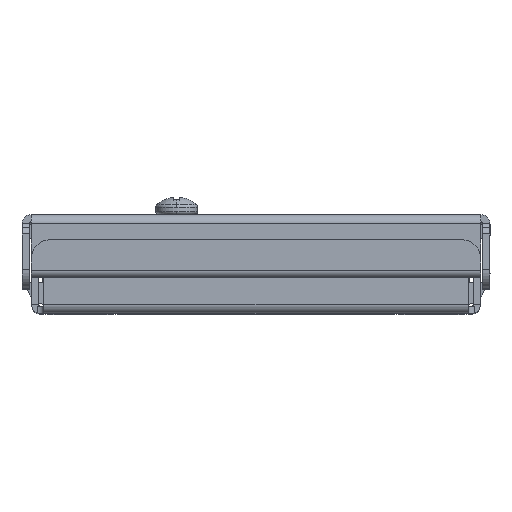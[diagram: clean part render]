
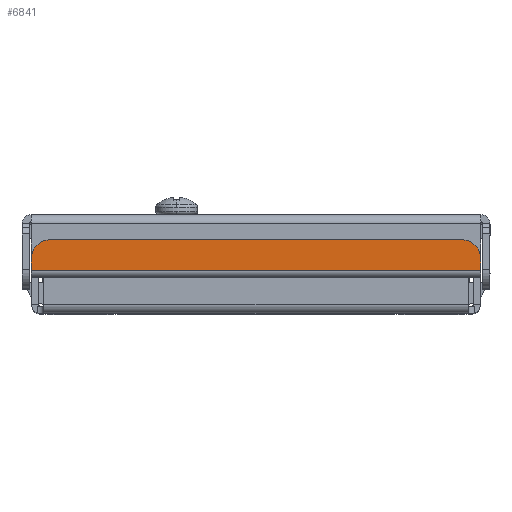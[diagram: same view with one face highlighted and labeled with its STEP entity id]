
A CAD part, top view. The second image highlights one B-rep face of the part: STEP entity #6841.
In plain terms, the highlighted face is planar.
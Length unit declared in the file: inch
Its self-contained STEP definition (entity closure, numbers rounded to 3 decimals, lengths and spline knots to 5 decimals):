
#425 = DIRECTION ( 'NONE',  ( 1., 0., 0. ) ) ;
#565 = AXIS2_PLACEMENT_3D ( 'NONE', #2109, #425, #18269 ) ;
#863 = EDGE_CURVE ( 'NONE', #13083, #1786, #9741, .T. ) ;
#908 = DIRECTION ( 'NONE',  ( 0., 0., 1. ) ) ;
#1086 = VECTOR ( 'NONE', #11489, 39.37008 ) ;
#1344 = AXIS2_PLACEMENT_3D ( 'NONE', #9030, #3230, #13714 ) ;
#1689 = DIRECTION ( 'NONE',  ( 0., 1., 0. ) ) ;
#1716 = DIRECTION ( 'NONE',  ( 0., -1., 0. ) ) ;
#1740 = ORIENTED_EDGE ( 'NONE', *, *, #2727, .F. ) ;
#1786 = VERTEX_POINT ( 'NONE', #18503 ) ;
#2109 = CARTESIAN_POINT ( 'NONE',  ( 1.43114, -0.20917, 0.97 ) ) ;
#2281 = CARTESIAN_POINT ( 'NONE',  ( 1.43114, -0.11917, 0.97 ) ) ;
#2321 = CARTESIAN_POINT ( 'NONE',  ( 1.43114, -0.11917, -0.97 ) ) ;
#2612 = VERTEX_POINT ( 'NONE', #2281 ) ;
#2727 = EDGE_CURVE ( 'NONE', #2612, #2738, #16231, .T. ) ;
#2738 = VERTEX_POINT ( 'NONE', #2321 ) ;
#3165 = ORIENTED_EDGE ( 'NONE', *, *, #10402, .T. ) ;
#3230 = DIRECTION ( 'NONE',  ( 1., 0., 0. ) ) ;
#3675 = VERTEX_POINT ( 'NONE', #16668 ) ;
#3751 = EDGE_CURVE ( 'NONE', #13707, #3675, #16252, .T. ) ;
#4034 = CARTESIAN_POINT ( 'NONE',  ( 1.43114, -0.11917, 0. ) ) ;
#5589 = CIRCLE ( 'NONE', #565, 0.09 ) ;
#5780 = DIRECTION ( 'NONE',  ( 1., 0., 0. ) ) ;
#6257 = CARTESIAN_POINT ( 'NONE',  ( 1.43114, -0.19138, 1.06 ) ) ;
#6278 = FACE_OUTER_BOUND ( 'NONE', #9931, .T. ) ;
#6579 = ORIENTED_EDGE ( 'NONE', *, *, #863, .F. ) ;
#6664 = CARTESIAN_POINT ( 'NONE',  ( 1.43114, -0.2636, 0. ) ) ;
#6841 = ADVANCED_FACE ( 'NONE', ( #6278 ), #11972, .T. ) ;
#8055 = AXIS2_PLACEMENT_3D ( 'NONE', #17601, #5780, #8701 ) ;
#8218 = CARTESIAN_POINT ( 'NONE',  ( 1.43114, -0.20917, -1.06 ) ) ;
#8392 = VECTOR ( 'NONE', #908, 39.37008 ) ;
#8701 = DIRECTION ( 'NONE',  ( 0., 1., 0. ) ) ;
#9030 = CARTESIAN_POINT ( 'NONE',  ( 1.43114, -0.19138, 0. ) ) ;
#9435 = CARTESIAN_POINT ( 'NONE',  ( 1.43114, -0.2636, 1.06 ) ) ;
#9741 = LINE ( 'NONE', #10612, #18780 ) ;
#9931 = EDGE_LOOP ( 'NONE', ( #1740, #3165, #10991, #13408, #6579, #12190 ) ) ;
#10402 = EDGE_CURVE ( 'NONE', #2612, #3675, #5589, .T. ) ;
#10568 = EDGE_CURVE ( 'NONE', #1786, #13707, #16323, .T. ) ;
#10612 = CARTESIAN_POINT ( 'NONE',  ( 1.43114, -0.19138, -1.06 ) ) ;
#10991 = ORIENTED_EDGE ( 'NONE', *, *, #3751, .F. ) ;
#11489 = DIRECTION ( 'NONE',  ( 0., 0., -1. ) ) ;
#11972 = PLANE ( 'NONE',  #1344 ) ;
#12190 = ORIENTED_EDGE ( 'NONE', *, *, #17732, .T. ) ;
#13083 = VERTEX_POINT ( 'NONE', #8218 ) ;
#13408 = ORIENTED_EDGE ( 'NONE', *, *, #10568, .F. ) ;
#13681 = VECTOR ( 'NONE', #1689, 39.37008 ) ;
#13707 = VERTEX_POINT ( 'NONE', #9435 ) ;
#13714 = DIRECTION ( 'NONE',  ( 0., 1., 0. ) ) ;
#16231 = LINE ( 'NONE', #4034, #1086 ) ;
#16252 = LINE ( 'NONE', #6257, #13681 ) ;
#16323 = LINE ( 'NONE', #6664, #8392 ) ;
#16668 = CARTESIAN_POINT ( 'NONE',  ( 1.43114, -0.20917, 1.06 ) ) ;
#17485 = CIRCLE ( 'NONE', #8055, 0.09 ) ;
#17601 = CARTESIAN_POINT ( 'NONE',  ( 1.43114, -0.20917, -0.97 ) ) ;
#17732 = EDGE_CURVE ( 'NONE', #13083, #2738, #17485, .T. ) ;
#18269 = DIRECTION ( 'NONE',  ( 0., 1., 0. ) ) ;
#18503 = CARTESIAN_POINT ( 'NONE',  ( 1.43114, -0.2636, -1.06 ) ) ;
#18780 = VECTOR ( 'NONE', #1716, 39.37008 ) ;
